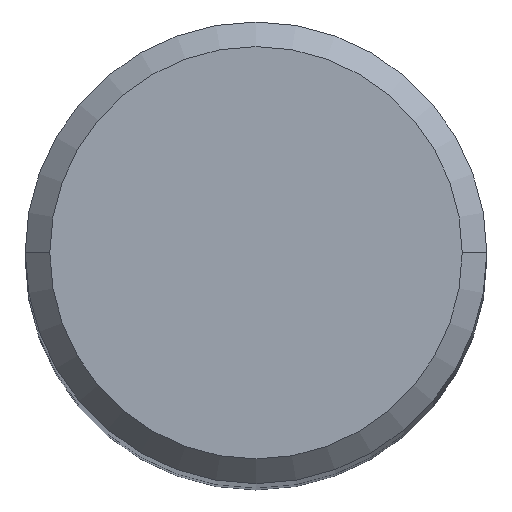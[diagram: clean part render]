
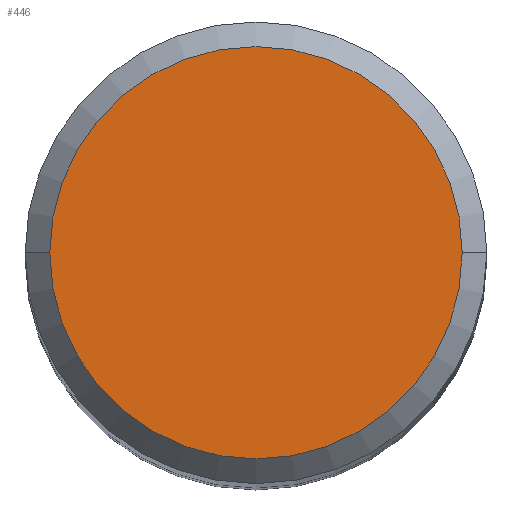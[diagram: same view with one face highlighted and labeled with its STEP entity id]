
A CAD part, top view. The second image highlights one B-rep face of the part: STEP entity #446.
In plain terms, the highlighted planar face has unit normal (0, 0, 1).
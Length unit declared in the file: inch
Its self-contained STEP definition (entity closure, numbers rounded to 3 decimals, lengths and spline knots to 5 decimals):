
#4 = DIRECTION ( 'NONE',  ( -1., 0., 0. ) ) ;
#9 = CARTESIAN_POINT ( 'NONE',  ( 0., 0., 0. ) ) ;
#13 = AXIS2_PLACEMENT_3D ( 'NONE', #264, #355, #4 ) ;
#14 = CARTESIAN_POINT ( 'NONE',  ( 0., 0., 0. ) ) ;
#78 = EDGE_CURVE ( 'NONE', #115, #149, #385, .T. ) ;
#81 = DIRECTION ( 'NONE',  ( 0., 0., 1. ) ) ;
#115 = VERTEX_POINT ( 'NONE', #440 ) ;
#117 = EDGE_LOOP ( 'NONE', ( #343, #447 ) ) ;
#126 = CARTESIAN_POINT ( 'NONE',  ( -0.1675, 0., 0. ) ) ;
#129 = DIRECTION ( 'NONE',  ( 1., 0., 0. ) ) ;
#136 = CIRCLE ( 'NONE', #351, 0.1675 ) ;
#149 = VERTEX_POINT ( 'NONE', #126 ) ;
#176 = EDGE_CURVE ( 'NONE', #149, #115, #136, .T. ) ;
#213 = DIRECTION ( 'NONE',  ( 1., 0., 0. ) ) ;
#264 = CARTESIAN_POINT ( 'NONE',  ( 0., 0.1675, 0. ) ) ;
#343 = ORIENTED_EDGE ( 'NONE', *, *, #176, .T. ) ;
#345 = FACE_OUTER_BOUND ( 'NONE', #117, .T. ) ;
#351 = AXIS2_PLACEMENT_3D ( 'NONE', #14, #81, #213 ) ;
#355 = DIRECTION ( 'NONE',  ( 0., 0., -1. ) ) ;
#369 = AXIS2_PLACEMENT_3D ( 'NONE', #9, #438, #129 ) ;
#385 = CIRCLE ( 'NONE', #369, 0.1675 ) ;
#423 = PLANE ( 'NONE',  #13 ) ;
#438 = DIRECTION ( 'NONE',  ( 0., 0., 1. ) ) ;
#440 = CARTESIAN_POINT ( 'NONE',  ( 0.1675, 0., 0. ) ) ;
#446 = ADVANCED_FACE ( 'NONE', ( #345 ), #423, .F. ) ;
#447 = ORIENTED_EDGE ( 'NONE', *, *, #78, .T. ) ;
